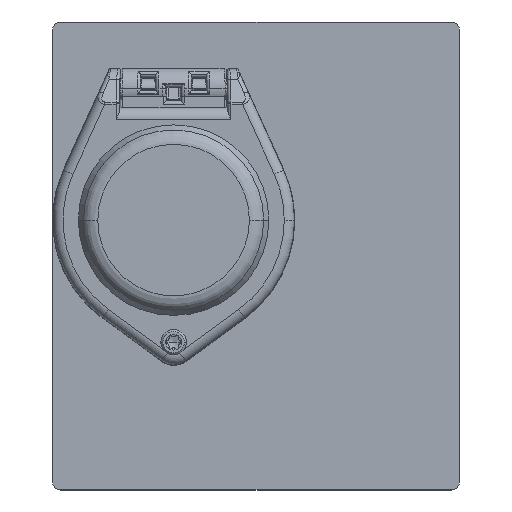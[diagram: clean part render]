
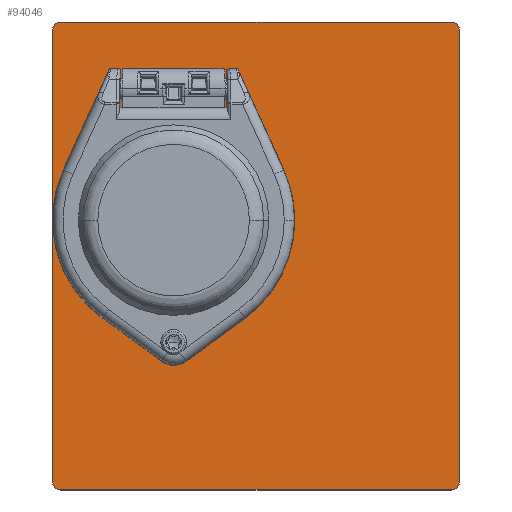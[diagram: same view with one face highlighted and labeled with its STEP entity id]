
A CAD part, top view. The second image highlights one B-rep face of the part: STEP entity #94046.
In plain terms, the highlighted planar face has unit normal (0, 0, 1).
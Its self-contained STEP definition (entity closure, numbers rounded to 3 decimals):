
#1543 = CARTESIAN_POINT ( 'NONE',  ( -99.04, 130.931, 1.524 ) ) ;
#4269 = CARTESIAN_POINT ( 'NONE',  ( -98.722, 131.528, 1.524 ) ) ;
#4500 = PLANE ( 'NONE',  #115888 ) ;
#10191 = CARTESIAN_POINT ( 'NONE',  ( -0.069, 14.688, 1.524 ) ) ;
#36301 = VERTEX_POINT ( 'NONE', #287520 ) ;
#46644 = EDGE_CURVE ( 'NONE', #78175, #215907, #173402, .T. ) ;
#52302 = CARTESIAN_POINT ( 'NONE',  ( -97.605, 131.528, 1.524 ) ) ;
#59333 = B_SPLINE_CURVE_WITH_KNOTS ( 'NONE', 3,
 ( #528560, #567762, #294016, #152713 ),
 .UNSPECIFIED., .F., .F.,
 ( 4, 4 ),
 ( 0., 1. ),
 .UNSPECIFIED. ) ;
#69735 = ORIENTED_EDGE ( 'NONE', *, *, #533664, .T. ) ;
#72949 = EDGE_CURVE ( 'NONE', #113254, #412135, #524998, .T. ) ;
#78175 = VERTEX_POINT ( 'NONE', #296121 ) ;
#87990 = ORIENTED_EDGE ( 'NONE', *, *, #429709, .T. ) ;
#91922 = VECTOR ( 'NONE', #329052, 1000. ) ;
#94046 = ADVANCED_FACE ( 'NONE', ( #193862, #467597 ), #4500, .T. ) ;
#106672 = B_SPLINE_CURVE_WITH_KNOTS ( 'NONE', 3,
 ( #52302, #4269, #247614, #374127 ),
 .UNSPECIFIED., .F., .F.,
 ( 4, 4 ),
 ( 0., 1. ),
 .UNSPECIFIED. ) ;
#113254 = VERTEX_POINT ( 'NONE', #215256 ) ;
#115888 = AXIS2_PLACEMENT_3D ( 'NONE', #1543, #560836, #236042 ) ;
#118086 = CARTESIAN_POINT ( 'NONE',  ( -97.605, 131.528, 1.524 ) ) ;
#121150 = EDGE_CURVE ( 'NONE', #36301, #412508, #229718, .T. ) ;
#129846 = VERTEX_POINT ( 'NONE', #264675 ) ;
#135655 = VECTOR ( 'NONE', #397766, 1000. ) ;
#139389 = CARTESIAN_POINT ( 'NONE',  ( -98.722, 14.688, 1.524 ) ) ;
#149040 = EDGE_CURVE ( 'NONE', #401736, #36301, #191823, .T. ) ;
#149219 = CIRCLE ( 'NONE', #572106, 20.955 ) ;
#152713 = CARTESIAN_POINT ( 'NONE',  ( 1.963, 16.72, 1.524 ) ) ;
#153898 = DIRECTION ( 'NONE',  ( 1., 0., 0. ) ) ;
#173402 = CIRCLE ( 'NONE', #528965, 20.955 ) ;
#191823 = LINE ( 'NONE', #375284, #271240 ) ;
#193862 = FACE_OUTER_BOUND ( 'NONE', #218303, .T. ) ;
#195583 = CARTESIAN_POINT ( 'NONE',  ( 1.049, 131.528, 1.524 ) ) ;
#199052 = CARTESIAN_POINT ( 'NONE',  ( -69.411, 81.998, 1.524 ) ) ;
#201614 = DIRECTION ( 'NONE',  ( 1., 0., 0. ) ) ;
#204464 = CARTESIAN_POINT ( 'NONE',  ( 1.963, 129.496, 1.524 ) ) ;
#215256 = CARTESIAN_POINT ( 'NONE',  ( 1.963, 16.72, 1.524 ) ) ;
#215907 = VERTEX_POINT ( 'NONE', #242740 ) ;
#218303 = EDGE_LOOP ( 'NONE', ( #322781, #477662, #392547, #69735, #87990, #227181, #219829, #297079 ) ) ;
#219829 = ORIENTED_EDGE ( 'NONE', *, *, #496165, .T. ) ;
#227181 = ORIENTED_EDGE ( 'NONE', *, *, #72949, .T. ) ;
#229718 = B_SPLINE_CURVE_WITH_KNOTS ( 'NONE', 3,
 ( #464151, #370929, #139389, #277727 ),
 .UNSPECIFIED., .F., .F.,
 ( 4, 4 ),
 ( 0., 1. ),
 .UNSPECIFIED. ) ;
#231841 = CARTESIAN_POINT ( 'NONE',  ( 1.963, 129.496, 1.524 ) ) ;
#233792 = EDGE_LOOP ( 'NONE', ( #252880, #373593 ) ) ;
#236042 = DIRECTION ( 'NONE',  ( 1., 0., 0. ) ) ;
#242740 = CARTESIAN_POINT ( 'NONE',  ( -48.456, 81.998, 1.524 ) ) ;
#247614 = CARTESIAN_POINT ( 'NONE',  ( -99.637, 130.614, 1.524 ) ) ;
#251216 = DIRECTION ( 'NONE',  ( 0., 1., 0. ) ) ;
#252880 = ORIENTED_EDGE ( 'NONE', *, *, #46644, .F. ) ;
#264675 = CARTESIAN_POINT ( 'NONE',  ( -0.069, 131.528, 1.524 ) ) ;
#271240 = VECTOR ( 'NONE', #378266, 1000. ) ;
#277727 = CARTESIAN_POINT ( 'NONE',  ( -97.605, 14.688, 1.524 ) ) ;
#287520 = CARTESIAN_POINT ( 'NONE',  ( -99.637, 16.72, 1.524 ) ) ;
#294016 = CARTESIAN_POINT ( 'NONE',  ( 1.963, 15.603, 1.524 ) ) ;
#296121 = CARTESIAN_POINT ( 'NONE',  ( -90.366, 81.998, 1.524 ) ) ;
#297079 = ORIENTED_EDGE ( 'NONE', *, *, #593158, .T. ) ;
#309006 = VERTEX_POINT ( 'NONE', #444895 ) ;
#322781 = ORIENTED_EDGE ( 'NONE', *, *, #451268, .T. ) ;
#329052 = DIRECTION ( 'NONE',  ( 1., 0., 0. ) ) ;
#330081 = VECTOR ( 'NONE', #251216, 1000. ) ;
#336992 = CARTESIAN_POINT ( 'NONE',  ( -69.411, 81.998, 1.524 ) ) ;
#361139 = CARTESIAN_POINT ( 'NONE',  ( -99.637, 129.496, 1.524 ) ) ;
#367218 = CARTESIAN_POINT ( 'NONE',  ( 1.963, 130.614, 1.524 ) ) ;
#370178 = CARTESIAN_POINT ( 'NONE',  ( -0.069, 131.528, 1.524 ) ) ;
#370929 = CARTESIAN_POINT ( 'NONE',  ( -99.637, 15.603, 1.524 ) ) ;
#373593 = ORIENTED_EDGE ( 'NONE', *, *, #375033, .F. ) ;
#374127 = CARTESIAN_POINT ( 'NONE',  ( -99.637, 129.496, 1.524 ) ) ;
#375033 = EDGE_CURVE ( 'NONE', #215907, #78175, #149219, .T. ) ;
#375284 = CARTESIAN_POINT ( 'NONE',  ( -99.637, 16.72, 1.524 ) ) ;
#375809 = CARTESIAN_POINT ( 'NONE',  ( -0.069, 14.688, 1.524 ) ) ;
#378266 = DIRECTION ( 'NONE',  ( 0., -1., 0. ) ) ;
#387915 = CARTESIAN_POINT ( 'NONE',  ( -97.605, 14.688, 1.524 ) ) ;
#392547 = ORIENTED_EDGE ( 'NONE', *, *, #121150, .T. ) ;
#397766 = DIRECTION ( 'NONE',  ( -1., 0., 0. ) ) ;
#401736 = VERTEX_POINT ( 'NONE', #361139 ) ;
#410799 = B_SPLINE_CURVE_WITH_KNOTS ( 'NONE', 3,
 ( #231841, #367218, #195583, #370178 ),
 .UNSPECIFIED., .F., .F.,
 ( 4, 4 ),
 ( 0., 1. ),
 .UNSPECIFIED. ) ;
#412135 = VERTEX_POINT ( 'NONE', #204464 ) ;
#412508 = VERTEX_POINT ( 'NONE', #387915 ) ;
#425836 = CARTESIAN_POINT ( 'NONE',  ( 1.963, 129.496, 1.524 ) ) ;
#429709 = EDGE_CURVE ( 'NONE', #552298, #113254, #59333, .T. ) ;
#444895 = CARTESIAN_POINT ( 'NONE',  ( -97.605, 131.528, 1.524 ) ) ;
#451268 = EDGE_CURVE ( 'NONE', #309006, #401736, #106672, .T. ) ;
#464151 = CARTESIAN_POINT ( 'NONE',  ( -99.637, 16.72, 1.524 ) ) ;
#467597 = FACE_BOUND ( 'NONE', #233792, .T. ) ;
#477662 = ORIENTED_EDGE ( 'NONE', *, *, #149040, .T. ) ;
#496165 = EDGE_CURVE ( 'NONE', #412135, #129846, #410799, .T. ) ;
#503720 = LINE ( 'NONE', #10191, #91922 ) ;
#524998 = LINE ( 'NONE', #425836, #330081 ) ;
#527196 = LINE ( 'NONE', #118086, #135655 ) ;
#528560 = CARTESIAN_POINT ( 'NONE',  ( -0.069, 14.688, 1.524 ) ) ;
#528965 = AXIS2_PLACEMENT_3D ( 'NONE', #199052, #566013, #153898 ) ;
#529398 = DIRECTION ( 'NONE',  ( 0., 0., 1. ) ) ;
#533664 = EDGE_CURVE ( 'NONE', #412508, #552298, #503720, .T. ) ;
#552298 = VERTEX_POINT ( 'NONE', #375809 ) ;
#560836 = DIRECTION ( 'NONE',  ( 0., 0., 1. ) ) ;
#566013 = DIRECTION ( 'NONE',  ( 0., 0., 1. ) ) ;
#567762 = CARTESIAN_POINT ( 'NONE',  ( 1.049, 14.688, 1.524 ) ) ;
#572106 = AXIS2_PLACEMENT_3D ( 'NONE', #336992, #529398, #201614 ) ;
#593158 = EDGE_CURVE ( 'NONE', #129846, #309006, #527196, .T. ) ;
